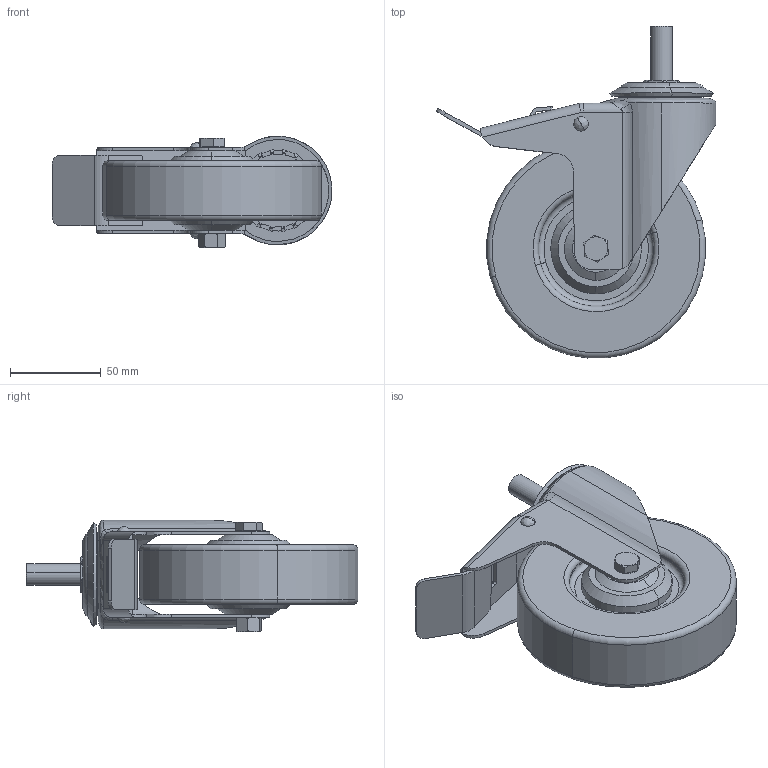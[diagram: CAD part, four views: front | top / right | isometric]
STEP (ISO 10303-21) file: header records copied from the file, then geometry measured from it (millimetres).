
FILE_DESCRIPTION (( 'STEP AP214' ), '1' );
FILE_NAME ('A323 Êîëåñî ñ òîðìîçîì O125 Ì12õ30.STEP', '2019-05-24T09:56:10', ( 'Ïîëüçîâàòåëü Windows' ), ( '' ), 'SwSTEP 2.0', 'SolidWorks 2018', '' );
FILE_SCHEMA (( 'AUTOMOTIVE_DESIGN' ));
Length unit declared in the file: millimetre
Products named in the file (10): 扻錼勷_00; hex bolt gradeab_din_DIN EN 24014 - M8 x 55 x 22-N; A323 Êîëåñî ñ òîðìîçîì O125 Ì12õ30; 昢膼瘔膻嬅00; 鍔錓_00; 瓔螵00; ﾇ瓊頸濱00; Êðûøêà_00; 秬謽鍡_00; hex nut gradec_din_Hexagon Nut ISO 4034 - M8 - N
Assembly tree (10 placements, depth 2):
  A323 Êîëåñî ñ òîðìîçîì O125 Ì12õ30
    昢膼瘔膻嬅00
    鍔錓_00
    瓔螵00
    Êðûøêà_00
    秬謽鍡_00
    扻錼勷_00
    ﾇ瓊頸濱00  x2
    hex bolt gradeab_din_DIN EN 24014 - M8 x 55 x 22-N
    hex nut gradec_din_Hexagon Nut ISO 4034 - M8 - N
Bounding box: 154.48 x 183.22 x 61.55 mm (x, y, z)
Volume: 403559.5 mm3; surface area: 106713.9 mm2
Topology: 10 solids, 10 shells, 392 faces, 995 edges, 632 vertices
Faces by surface type: plane 176, cone 104, cylinder 73, torus 28, bspline 11
Entity records: 13416 total; most frequent: CARTESIAN_POINT 4029, ORIENTED_EDGE 1906, DIRECTION 1793, EDGE_CURVE 953, AXIS2_PLACEMENT_3D 694, VERTEX_POINT 608, LINE 405, VECTOR 405
